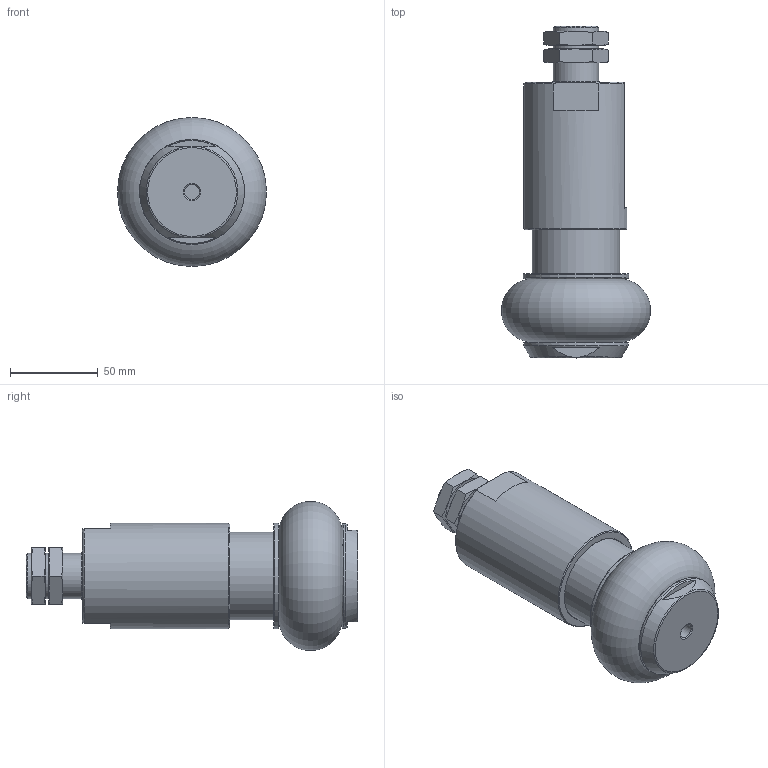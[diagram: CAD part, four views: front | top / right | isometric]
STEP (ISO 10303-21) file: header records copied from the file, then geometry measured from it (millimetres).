
FILE_DESCRIPTION(/* description */ ('STEP AP214'),/* implementation_level */ '2;1');
FILE_NAME(/* name */ '1320775_DHEB-63-E-D-E-L',/* time_stamp */ '2024-08-19T17:19:45+02:00',/* author */ ('License CC BY-ND 4.0'),/* organization */ ('CADENAS'),/* preprocessor_version */ 'ST-DEVELOPER v19.3',/* originating_system */ 'PARTsolutions',/* authorisation */ ' ');
FILE_SCHEMA (('AUTOMOTIVE_DESIGN {1 0 10303 214 3 1 1}'));
Length unit declared in the file: millimetre
Products named in the file (5): 1320775 DHEB-63-E-D-E-L---(AUS); 1359382 DHEB-63-E-D-E-L; 1359271 DHEB-63-E-D-E-L---(AUS); 1448942 DHAS-GB-B14-63-E---(MOD-AUS-D); 337144 VAL-1/4 M26x1.5-8-32
Assembly tree (5 placements, depth 2):
  1320775 DHEB-63-E-D-E-L---(AUS)
    1359382 DHEB-63-E-D-E-L
    1359271 DHEB-63-E-D-E-L---(AUS)
    1448942 DHAS-GB-B14-63-E---(MOD-AUS-D)
    337144 VAL-1/4 M26x1.5-8-32  x2
Bounding box: 84.9 x 189 x 84.9 mm (x, y, z)
Volume: 456713.7 mm3; surface area: 93475.9 mm2
Topology: 5 solids, 5 shells, 90 faces, 194 edges, 124 vertices
Faces by surface type: plane 44, cone 21, cylinder 18, torus 7
Full cylindrical faces by diameter (mm): 2.013 x1, 6 x1, 8.566 x2, 16 x2, 24.376 x2, 26 x1, 29 x3, 36 x1, 50 x2, 59.8 x1, 60 x1
Entity records: 2024 total; most frequent: CARTESIAN_POINT 398, DIRECTION 327, ORIENTED_EDGE 238, AXIS2_PLACEMENT_3D 151, FACE_BOUND 131, EDGE_LOOP 129, EDGE_CURVE 119, VERTEX_POINT 98
